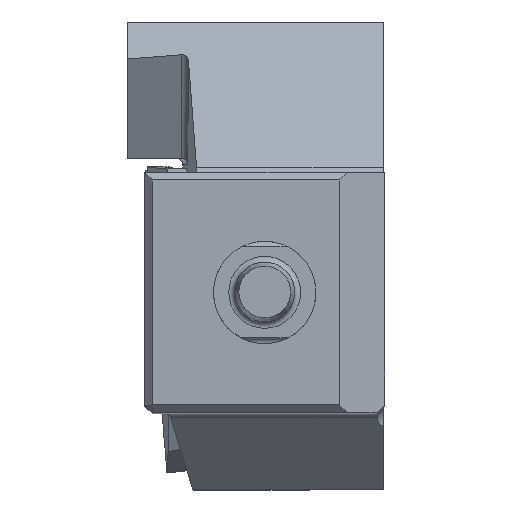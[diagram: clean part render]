
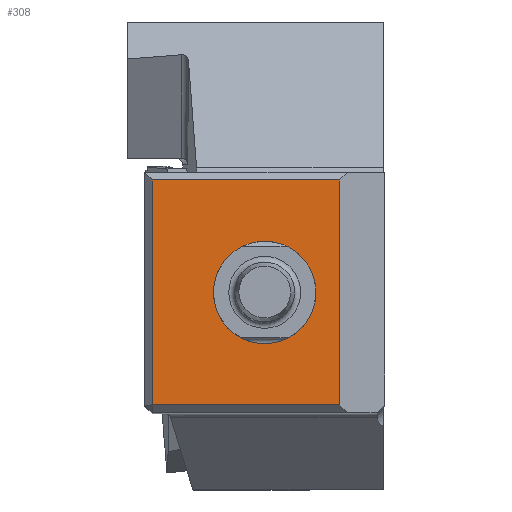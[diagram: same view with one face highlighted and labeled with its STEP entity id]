
A CAD part, top view. The second image highlights one B-rep face of the part: STEP entity #308.
In plain terms, the highlighted planar face has unit normal (0, 0, 1).
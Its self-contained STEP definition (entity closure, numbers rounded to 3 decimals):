
#237=CIRCLE('',#2715,3.375);
#295=FACE_BOUND('',#672,.T.);
#296=FACE_BOUND('',#673,.T.);
#308=ADVANCED_FACE('',(#295,#296),#456,.T.);
#456=PLANE('',#2716);
#672=EDGE_LOOP('',(#884,#885,#886,#887));
#673=EDGE_LOOP('',(#888));
#884=ORIENTED_EDGE('',*,*,#1865,.F.);
#885=ORIENTED_EDGE('',*,*,#1866,.T.);
#886=ORIENTED_EDGE('',*,*,#1867,.T.);
#887=ORIENTED_EDGE('',*,*,#1868,.T.);
#888=ORIENTED_EDGE('',*,*,#1869,.T.);
#1630=VERTEX_POINT('',#3678);
#1631=VERTEX_POINT('',#3679);
#1632=VERTEX_POINT('',#3681);
#1633=VERTEX_POINT('',#3683);
#1634=VERTEX_POINT('',#3686);
#1865=EDGE_CURVE('',#1630,#1631,#2237,.T.);
#1866=EDGE_CURVE('',#1630,#1632,#2238,.T.);
#1867=EDGE_CURVE('',#1632,#1633,#2239,.T.);
#1868=EDGE_CURVE('',#1633,#1631,#2240,.T.);
#1869=EDGE_CURVE('',#1634,#1634,#237,.T.);
#2237=LINE('',#3677,#2443);
#2238=LINE('',#3680,#2444);
#2239=LINE('',#3682,#2445);
#2240=LINE('',#3684,#2446);
#2443=VECTOR('',#2976,1.);
#2444=VECTOR('',#2977,1.);
#2445=VECTOR('',#2978,1.);
#2446=VECTOR('',#2979,1.);
#2715=AXIS2_PLACEMENT_3D('',#3685,#2980,#2981);
#2716=AXIS2_PLACEMENT_3D('',#3687,#2982,#2983);
#2976=DIRECTION('',(0.,-1.,0.));
#2977=DIRECTION('',(-1.,0.,0.));
#2978=DIRECTION('',(0.,-1.,0.));
#2979=DIRECTION('',(1.,0.,0.));
#2980=DIRECTION('',(0.,0.,-1.));
#2981=DIRECTION('',(1.,0.,0.));
#2982=DIRECTION('',(0.,0.,1.));
#2983=DIRECTION('',(1.,0.,0.));
#3677=CARTESIAN_POINT('',(12.876,156.915,0.));
#3678=CARTESIAN_POINT('',(12.876,15.35,0.));
#3679=CARTESIAN_POINT('',(12.876,0.5,0.));
#3680=CARTESIAN_POINT('',(-1.15,15.35,0.));
#3681=CARTESIAN_POINT('',(0.5,15.35,0.));
#3682=CARTESIAN_POINT('',(0.5,0.,0.));
#3683=CARTESIAN_POINT('',(0.5,0.5,0.));
#3684=CARTESIAN_POINT('',(-1.15,0.5,0.));
#3685=CARTESIAN_POINT('',(7.925,7.925,0.));
#3686=CARTESIAN_POINT('',(11.3,7.925,0.));
#3687=CARTESIAN_POINT('',(-1.15,15.85,0.));
